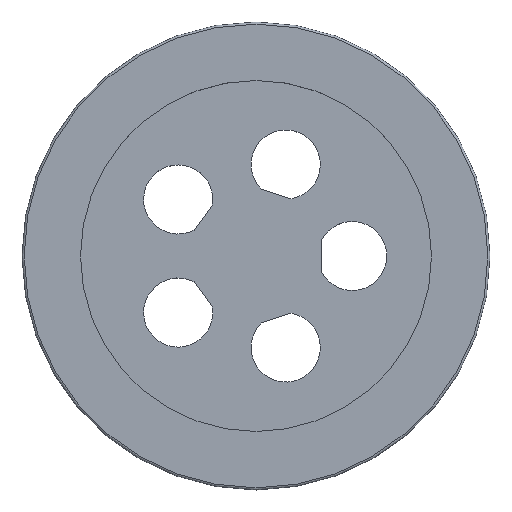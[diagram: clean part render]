
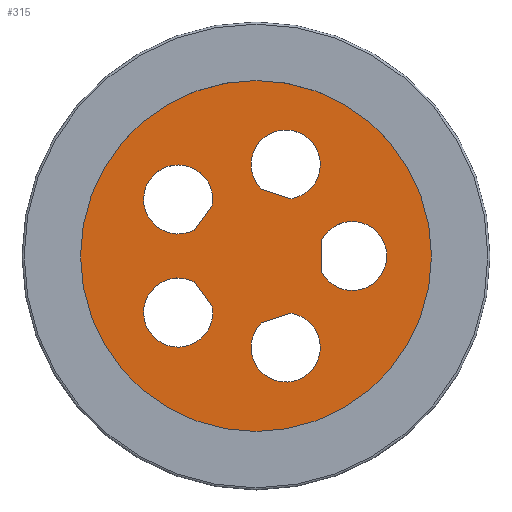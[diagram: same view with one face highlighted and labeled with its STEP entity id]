
A CAD part, top view. The second image highlights one B-rep face of the part: STEP entity #315.
In plain terms, the highlighted planar face has unit normal (0, 0, 1).
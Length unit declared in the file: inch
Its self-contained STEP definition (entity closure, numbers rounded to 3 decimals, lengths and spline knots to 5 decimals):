
#31=FACE_BOUND('',#89,.T.);
#32=FACE_BOUND('',#90,.T.);
#33=FACE_BOUND('',#91,.T.);
#34=FACE_BOUND('',#92,.T.);
#35=FACE_BOUND('',#93,.T.);
#45=PLANE('',#353);
#61=FACE_OUTER_BOUND('',#88,.T.);
#88=EDGE_LOOP('',(#278));
#89=EDGE_LOOP('',(#279,#280));
#90=EDGE_LOOP('',(#281,#282));
#91=EDGE_LOOP('',(#283,#284));
#92=EDGE_LOOP('',(#285,#286));
#93=EDGE_LOOP('',(#287,#288));
#101=LINE('',#466,#121);
#105=LINE('',#478,#125);
#109=LINE('',#490,#129);
#113=LINE('',#502,#133);
#116=LINE('',#510,#136);
#121=VECTOR('',#372,0.3937);
#125=VECTOR('',#384,0.3937);
#129=VECTOR('',#396,0.3937);
#133=VECTOR('',#408,0.3937);
#136=VECTOR('',#413,0.3937);
#139=CIRCLE('',#323,0.16);
#141=CIRCLE('',#327,0.16);
#143=CIRCLE('',#331,0.16);
#145=CIRCLE('',#335,0.16);
#147=CIRCLE('',#340,0.16);
#154=CIRCLE('',#352,0.81201);
#157=VERTEX_POINT('',#459);
#158=VERTEX_POINT('',#461);
#161=VERTEX_POINT('',#471);
#162=VERTEX_POINT('',#473);
#165=VERTEX_POINT('',#483);
#166=VERTEX_POINT('',#485);
#169=VERTEX_POINT('',#495);
#170=VERTEX_POINT('',#497);
#173=VERTEX_POINT('',#507);
#174=VERTEX_POINT('',#509);
#181=VERTEX_POINT('',#532);
#184=EDGE_CURVE('',#158,#157,#139,.T.);
#187=EDGE_CURVE('',#157,#158,#101,.T.);
#190=EDGE_CURVE('',#162,#161,#141,.T.);
#193=EDGE_CURVE('',#161,#162,#105,.T.);
#196=EDGE_CURVE('',#166,#165,#143,.T.);
#199=EDGE_CURVE('',#165,#166,#109,.T.);
#202=EDGE_CURVE('',#170,#169,#145,.T.);
#205=EDGE_CURVE('',#169,#170,#113,.T.);
#208=EDGE_CURVE('',#174,#173,#116,.T.);
#211=EDGE_CURVE('',#173,#174,#147,.T.);
#218=EDGE_CURVE('',#181,#181,#154,.T.);
#278=ORIENTED_EDGE('',*,*,#218,.T.);
#279=ORIENTED_EDGE('',*,*,#187,.T.);
#280=ORIENTED_EDGE('',*,*,#184,.T.);
#281=ORIENTED_EDGE('',*,*,#193,.T.);
#282=ORIENTED_EDGE('',*,*,#190,.T.);
#283=ORIENTED_EDGE('',*,*,#199,.T.);
#284=ORIENTED_EDGE('',*,*,#196,.T.);
#285=ORIENTED_EDGE('',*,*,#205,.T.);
#286=ORIENTED_EDGE('',*,*,#202,.T.);
#287=ORIENTED_EDGE('',*,*,#211,.T.);
#288=ORIENTED_EDGE('',*,*,#208,.T.);
#315=ADVANCED_FACE('',(#61,#31,#32,#33,#34,#35),#45,.T.);
#323=AXIS2_PLACEMENT_3D('',#462,#366,#367);
#327=AXIS2_PLACEMENT_3D('',#474,#378,#379);
#331=AXIS2_PLACEMENT_3D('',#486,#390,#391);
#335=AXIS2_PLACEMENT_3D('',#498,#402,#403);
#340=AXIS2_PLACEMENT_3D('',#514,#419,#420);
#352=AXIS2_PLACEMENT_3D('',#533,#443,#444);
#353=AXIS2_PLACEMENT_3D('',#534,#445,#446);
#366=DIRECTION('center_axis',(0.,0.,
-1.));
#367=DIRECTION('ref_axis',(-1.,0.,0.));
#372=DIRECTION('',(0.588,-0.809,0.));
#378=DIRECTION('center_axis',(0.,0.,
-1.));
#379=DIRECTION('ref_axis',(-1.,0.,0.));
#384=DIRECTION('',(-0.588,-0.809,0.));
#390=DIRECTION('center_axis',(0.,0.,
-1.));
#391=DIRECTION('ref_axis',(-1.,0.,0.));
#396=DIRECTION('',(0.951,0.309,0.));
#402=DIRECTION('center_axis',(0.,0.,
-1.));
#403=DIRECTION('ref_axis',(-1.,0.,0.));
#408=DIRECTION('',(-0.951,0.309,0.));
#413=DIRECTION('',(0.,1.,0.));
#419=DIRECTION('center_axis',(0.,0.,
-1.));
#420=DIRECTION('ref_axis',(-1.,0.,0.));
#443=DIRECTION('center_axis',(0.,0.,
1.));
#444=DIRECTION('ref_axis',(0.,1.,0.));
#445=DIRECTION('center_axis',(0.,0.,
1.));
#446=DIRECTION('ref_axis',(0.,1.,0.));
#459=CARTESIAN_POINT('',(-0.28686,-2.2848,-2.26343));
#461=CARTESIAN_POINT('',(-0.20249,-2.40093,-2.26343));
#462=CARTESIAN_POINT('Origin',(-0.36037,-2.42692,-2.26343));
#466=CARTESIAN_POINT('',(-0.26577,-2.31383,-2.26343));
#471=CARTESIAN_POINT('',(-0.20249,-1.92978,-2.26343));
#473=CARTESIAN_POINT('',(-0.28686,-2.04591,-2.26343));
#474=CARTESIAN_POINT('Origin',(-0.36037,-1.90379,-2.26343));
#478=CARTESIAN_POINT('',(-0.22358,-1.95881,-2.26343));
#483=CARTESIAN_POINT('',(0.02471,-2.47475,-2.26343));
#485=CARTESIAN_POINT('',(0.16123,-2.4304,-2.26343));
#486=CARTESIAN_POINT('Origin',(0.13716,-2.58857,-2.26343));
#490=CARTESIAN_POINT('',(0.05884,-2.46366,-2.26343));
#495=CARTESIAN_POINT('',(0.16123,-1.90031,-2.26343));
#497=CARTESIAN_POINT('',(0.02471,-1.85596,-2.26343));
#498=CARTESIAN_POINT('Origin',(0.13716,-1.74213,-2.26343));
#502=CARTESIAN_POINT('',(0.1271,-1.88922,-2.26343));
#507=CARTESIAN_POINT('',(0.30165,-2.09358,-2.26343));
#509=CARTESIAN_POINT('',(0.30165,-2.23712,-2.26343));
#510=CARTESIAN_POINT('',(0.30165,-2.20124,-2.26343));
#514=CARTESIAN_POINT('Origin',(0.44465,-2.16535,-2.26343));
#532=CARTESIAN_POINT('',(-0.00035,-1.35335,-2.26343));
#533=CARTESIAN_POINT('Origin',(-0.00035,-2.16535,
-2.26343));
#534=CARTESIAN_POINT('Origin',(-0.00035,-2.16535,
-2.26343));
